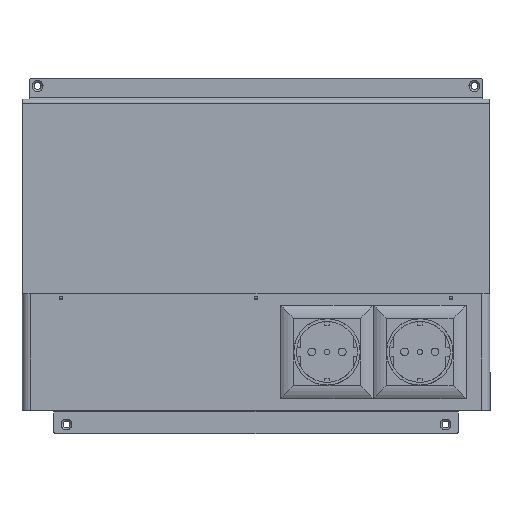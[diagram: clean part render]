
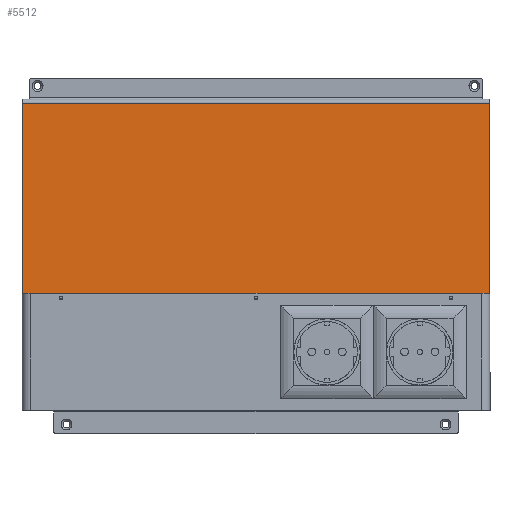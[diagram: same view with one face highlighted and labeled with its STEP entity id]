
A CAD part, front view. The second image highlights one B-rep face of the part: STEP entity #5512.
In plain terms, the highlighted planar face has unit normal (0, -1, 0).
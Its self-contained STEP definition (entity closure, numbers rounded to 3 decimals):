
#451=ORIENTED_EDGE('',*,*,#2046,.F.);
#452=ORIENTED_EDGE('',*,*,#2047,.F.);
#453=ORIENTED_EDGE('',*,*,#2048,.F.);
#454=ORIENTED_EDGE('',*,*,#2049,.F.);
#455=ORIENTED_EDGE('',*,*,#2050,.T.);
#456=ORIENTED_EDGE('',*,*,#1995,.F.);
#457=ORIENTED_EDGE('',*,*,#2051,.T.);
#458=ORIENTED_EDGE('',*,*,#2052,.T.);
#459=ORIENTED_EDGE('',*,*,#2005,.F.);
#460=ORIENTED_EDGE('',*,*,#2053,.T.);
#461=ORIENTED_EDGE('',*,*,#2054,.F.);
#462=ORIENTED_EDGE('',*,*,#2055,.F.);
#463=ORIENTED_EDGE('',*,*,#2056,.T.);
#464=ORIENTED_EDGE('',*,*,#2057,.F.);
#465=ORIENTED_EDGE('',*,*,#2058,.T.);
#466=ORIENTED_EDGE('',*,*,#2059,.T.);
#467=ORIENTED_EDGE('',*,*,#2060,.F.);
#468=ORIENTED_EDGE('',*,*,#2061,.F.);
#469=ORIENTED_EDGE('',*,*,#2062,.F.);
#470=ORIENTED_EDGE('',*,*,#2063,.F.);
#471=ORIENTED_EDGE('',*,*,#2064,.F.);
#472=ORIENTED_EDGE('',*,*,#2065,.F.);
#473=ORIENTED_EDGE('',*,*,#2066,.F.);
#474=ORIENTED_EDGE('',*,*,#2067,.F.);
#1995=EDGE_CURVE('',#2796,#2797,#3334,.T.);
#2005=EDGE_CURVE('',#2805,#2806,#3339,.T.);
#2046=EDGE_CURVE('',#2838,#2839,#3367,.T.);
#2047=EDGE_CURVE('',#2840,#2838,#3368,.T.);
#2048=EDGE_CURVE('',#2841,#2840,#3369,.T.);
#2049=EDGE_CURVE('',#2839,#2841,#3370,.T.);
#2050=EDGE_CURVE('',#2842,#2797,#3371,.T.);
#2051=EDGE_CURVE('',#2796,#2843,#3372,.T.);
#2052=EDGE_CURVE('',#2843,#2806,#3373,.T.);
#2053=EDGE_CURVE('',#2805,#2844,#3374,.T.);
#2054=EDGE_CURVE('',#2845,#2844,#3375,.T.);
#2055=EDGE_CURVE('',#2846,#2845,#3376,.T.);
#2056=EDGE_CURVE('',#2846,#2847,#3377,.T.);
#2057=EDGE_CURVE('',#2848,#2847,#3378,.T.);
#2058=EDGE_CURVE('',#2848,#2849,#3379,.T.);
#2059=EDGE_CURVE('',#2849,#2842,#3380,.T.);
#2060=EDGE_CURVE('',#2850,#2851,#3381,.T.);
#2061=EDGE_CURVE('',#2852,#2850,#3382,.T.);
#2062=EDGE_CURVE('',#2853,#2852,#3383,.T.);
#2063=EDGE_CURVE('',#2851,#2853,#3384,.T.);
#2064=EDGE_CURVE('',#2854,#2855,#3385,.T.);
#2065=EDGE_CURVE('',#2856,#2854,#3386,.T.);
#2066=EDGE_CURVE('',#2857,#2856,#3387,.T.);
#2067=EDGE_CURVE('',#2855,#2857,#3388,.T.);
#2796=VERTEX_POINT('',#8014);
#2797=VERTEX_POINT('',#8015);
#2805=VERTEX_POINT('',#8034);
#2806=VERTEX_POINT('',#8036);
#2838=VERTEX_POINT('',#8117);
#2839=VERTEX_POINT('',#8118);
#2840=VERTEX_POINT('',#8120);
#2841=VERTEX_POINT('',#8122);
#2842=VERTEX_POINT('',#8125);
#2843=VERTEX_POINT('',#8127);
#2844=VERTEX_POINT('',#8130);
#2845=VERTEX_POINT('',#8132);
#2846=VERTEX_POINT('',#8134);
#2847=VERTEX_POINT('',#8136);
#2848=VERTEX_POINT('',#8138);
#2849=VERTEX_POINT('',#8140);
#2850=VERTEX_POINT('',#8143);
#2851=VERTEX_POINT('',#8144);
#2852=VERTEX_POINT('',#8146);
#2853=VERTEX_POINT('',#8148);
#2854=VERTEX_POINT('',#8151);
#2855=VERTEX_POINT('',#8152);
#2856=VERTEX_POINT('',#8154);
#2857=VERTEX_POINT('',#8156);
#3334=LINE('',#8013,#3935);
#3339=LINE('',#8035,#3940);
#3367=LINE('',#8116,#3968);
#3368=LINE('',#8119,#3969);
#3369=LINE('',#8121,#3970);
#3370=LINE('',#8123,#3971);
#3371=LINE('',#8124,#3972);
#3372=LINE('',#8126,#3973);
#3373=LINE('',#8128,#3974);
#3374=LINE('',#8129,#3975);
#3375=LINE('',#8131,#3976);
#3376=LINE('',#8133,#3977);
#3377=LINE('',#8135,#3978);
#3378=LINE('',#8137,#3979);
#3379=LINE('',#8139,#3980);
#3380=LINE('',#8141,#3981);
#3381=LINE('',#8142,#3982);
#3382=LINE('',#8145,#3983);
#3383=LINE('',#8147,#3984);
#3384=LINE('',#8149,#3985);
#3385=LINE('',#8150,#3986);
#3386=LINE('',#8153,#3987);
#3387=LINE('',#8155,#3988);
#3388=LINE('',#8157,#3989);
#3935=VECTOR('',#6407,1000.);
#3940=VECTOR('',#6426,1000.);
#3968=VECTOR('',#6496,1000.);
#3969=VECTOR('',#6497,1000.);
#3970=VECTOR('',#6498,1000.);
#3971=VECTOR('',#6499,1000.);
#3972=VECTOR('',#6500,1000.);
#3973=VECTOR('',#6501,1000.);
#3974=VECTOR('',#6502,1000.);
#3975=VECTOR('',#6503,1000.);
#3976=VECTOR('',#6504,1000.);
#3977=VECTOR('',#6505,1000.);
#3978=VECTOR('',#6506,1000.);
#3979=VECTOR('',#6507,1000.);
#3980=VECTOR('',#6508,1000.);
#3981=VECTOR('',#6509,1000.);
#3982=VECTOR('',#6510,1000.);
#3983=VECTOR('',#6511,1000.);
#3984=VECTOR('',#6512,1000.);
#3985=VECTOR('',#6513,1000.);
#3986=VECTOR('',#6514,1000.);
#3987=VECTOR('',#6515,1000.);
#3988=VECTOR('',#6516,1000.);
#3989=VECTOR('',#6517,1000.);
#4529=EDGE_LOOP('',(#451,#452,#453,#454));
#4530=EDGE_LOOP('',(#455,#456,#457,#458,#459,#460,#461,#462,#463,#464,#465,
#466));
#4531=EDGE_LOOP('',(#467,#468,#469,#470));
#4532=EDGE_LOOP('',(#471,#472,#473,#474));
#4918=FACE_BOUND('',#4529,.T.);
#4919=FACE_BOUND('',#4530,.T.);
#4920=FACE_BOUND('',#4531,.T.);
#4921=FACE_BOUND('',#4532,.T.);
#5299=PLANE('',#5900);
#5512=ADVANCED_FACE('',(#4918,#4919,#4920,#4921),#5299,.F.);
#5900=AXIS2_PLACEMENT_3D('',#8115,#6494,#6495);
#6407=DIRECTION('',(-1.,0.,0.));
#6426=DIRECTION('',(0.,0.,-1.));
#6494=DIRECTION('',(0.,1.,0.));
#6495=DIRECTION('',(0.,0.,1.));
#6496=DIRECTION('',(1.,0.,0.));
#6497=DIRECTION('',(0.,0.,-1.));
#6498=DIRECTION('',(-1.,0.,0.));
#6499=DIRECTION('',(0.,0.,1.));
#6500=DIRECTION('',(0.,0.,-1.));
#6501=DIRECTION('',(0.,0.,1.));
#6502=DIRECTION('',(1.,0.,0.));
#6503=DIRECTION('',(-1.,0.,0.));
#6504=DIRECTION('',(0.,0.,1.));
#6505=DIRECTION('',(-1.,0.,0.));
#6506=DIRECTION('',(0.,0.,-1.));
#6507=DIRECTION('',(-1.,0.,0.));
#6508=DIRECTION('',(0.,0.,1.));
#6509=DIRECTION('',(1.,0.,0.));
#6510=DIRECTION('',(1.,0.,0.));
#6511=DIRECTION('',(0.,0.,-1.));
#6512=DIRECTION('',(-1.,0.,0.));
#6513=DIRECTION('',(0.,0.,1.));
#6514=DIRECTION('',(0.,0.,-1.));
#6515=DIRECTION('',(-1.,0.,0.));
#6516=DIRECTION('',(0.,0.,1.));
#6517=DIRECTION('',(1.,0.,0.));
#8013=CARTESIAN_POINT('',(150.,0.,-94.25));
#8014=CARTESIAN_POINT('',(148.5,0.,-94.25));
#8015=CARTESIAN_POINT('',(134.5,0.,-94.25));
#8034=CARTESIAN_POINT('',(150.,0.,97.25));
#8035=CARTESIAN_POINT('',(150.,0.,98.25));
#8036=CARTESIAN_POINT('',(150.,0.,-24.65));
#8115=CARTESIAN_POINT('',(0.,0.,0.));
#8116=CARTESIAN_POINT('',(0.,0.,-28.35));
#8117=CARTESIAN_POINT('',(-1.1,0.,-28.35));
#8118=CARTESIAN_POINT('',(1.1,0.,-28.35));
#8119=CARTESIAN_POINT('',(-1.1,0.,0.));
#8120=CARTESIAN_POINT('',(-1.1,0.,-26.65));
#8121=CARTESIAN_POINT('',(0.,0.,-26.65));
#8122=CARTESIAN_POINT('',(1.1,0.,-26.65));
#8123=CARTESIAN_POINT('',(1.1,0.,0.));
#8124=CARTESIAN_POINT('',(134.5,0.,0.));
#8125=CARTESIAN_POINT('',(134.5,0.,-31.25));
#8126=CARTESIAN_POINT('',(148.5,0.,-109.75));
#8127=CARTESIAN_POINT('',(148.5,0.,-24.65));
#8128=CARTESIAN_POINT('',(148.5,0.,-24.65));
#8129=CARTESIAN_POINT('',(150.,0.,97.25));
#8130=CARTESIAN_POINT('',(-150.,0.,97.25));
#8131=CARTESIAN_POINT('',(-150.,0.,-98.25));
#8132=CARTESIAN_POINT('',(-150.,0.,-24.65));
#8133=CARTESIAN_POINT('',(-148.5,0.,-24.65));
#8134=CARTESIAN_POINT('',(-148.5,0.,-24.65));
#8135=CARTESIAN_POINT('',(-148.5,0.,0.));
#8136=CARTESIAN_POINT('',(-148.5,0.,-94.25));
#8137=CARTESIAN_POINT('',(150.,0.,-94.25));
#8138=CARTESIAN_POINT('',(-134.5,0.,-94.25));
#8139=CARTESIAN_POINT('',(-134.5,0.,0.));
#8140=CARTESIAN_POINT('',(-134.5,0.,-31.25));
#8141=CARTESIAN_POINT('',(0.,0.,-31.25));
#8142=CARTESIAN_POINT('',(0.,0.,-28.35));
#8143=CARTESIAN_POINT('',(123.9,0.,-28.35));
#8144=CARTESIAN_POINT('',(126.1,0.,-28.35));
#8145=CARTESIAN_POINT('',(123.9,0.,0.));
#8146=CARTESIAN_POINT('',(123.9,0.,-26.65));
#8147=CARTESIAN_POINT('',(0.,0.,-26.65));
#8148=CARTESIAN_POINT('',(126.1,0.,-26.65));
#8149=CARTESIAN_POINT('',(126.1,0.,0.));
#8150=CARTESIAN_POINT('',(-126.1,0.,0.));
#8151=CARTESIAN_POINT('',(-126.1,0.,-26.65));
#8152=CARTESIAN_POINT('',(-126.1,0.,-28.35));
#8153=CARTESIAN_POINT('',(0.,0.,-26.65));
#8154=CARTESIAN_POINT('',(-123.9,0.,-26.65));
#8155=CARTESIAN_POINT('',(-123.9,0.,0.));
#8156=CARTESIAN_POINT('',(-123.9,0.,-28.35));
#8157=CARTESIAN_POINT('',(0.,0.,-28.35));
